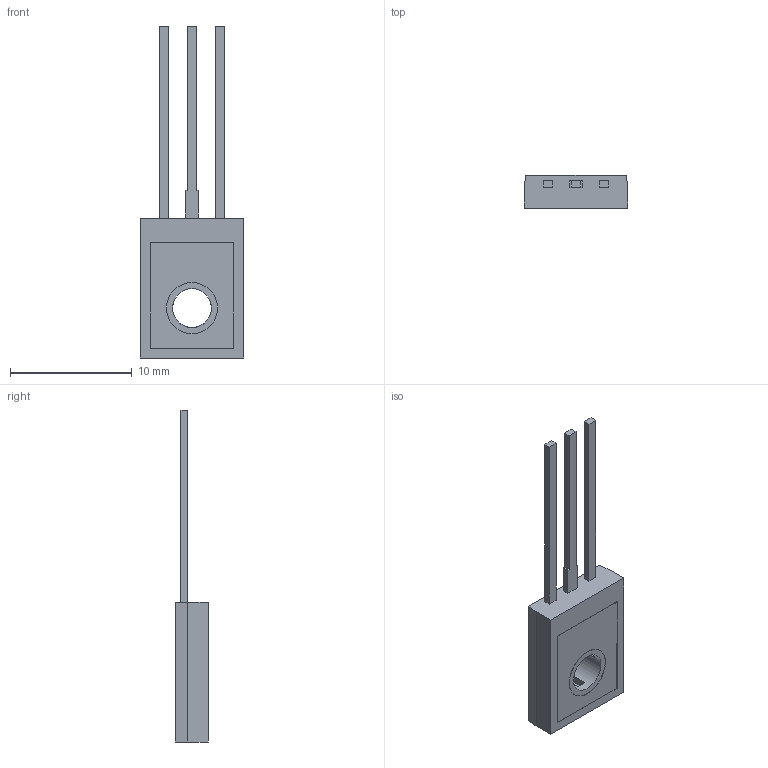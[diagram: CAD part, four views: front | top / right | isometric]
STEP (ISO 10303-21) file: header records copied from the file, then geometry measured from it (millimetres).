
FILE_DESCRIPTION((''),'2;1');
FILE_NAME('TO126-3_P2-3_L8-5_W2-7','2019-09-21T',('Dragos'),(''),'PRO/ENGINEER BY PARAMETRIC TECHNOLOGY CORPORATION, 2004440','PRO/ENGINEER BY PARAMETRIC TECHNOLOGY CORPORATION, 2004440','');
FILE_SCHEMA(('AUTOMOTIVE_DESIGN { 1 0 10303 214 1 1 1 1 }'));
Length unit declared in the file: millimetre
Products named in the file (1): TO126-3_P2-3_L8-5_W2-7
Bounding box: 8.5 x 2.72 x 27.3 mm (x, y, z)
Volume: 260.4 mm3; surface area: 450.3 mm2
Topology: 1 solids, 1 shells, 203 faces, 569 edges, 382 vertices
Faces by surface type: plane 199, cylinder 4
Entity records: 8445 total; most frequent: CARTESIAN_POINT 1152, ORIENTED_EDGE 1134, DIRECTION 991, PRESENTATION_STYLE_ASSIGNMENT 593, STYLED_ITEM 571, CURVE_STYLE 570, EDGE_CURVE 567, VECTOR 555
